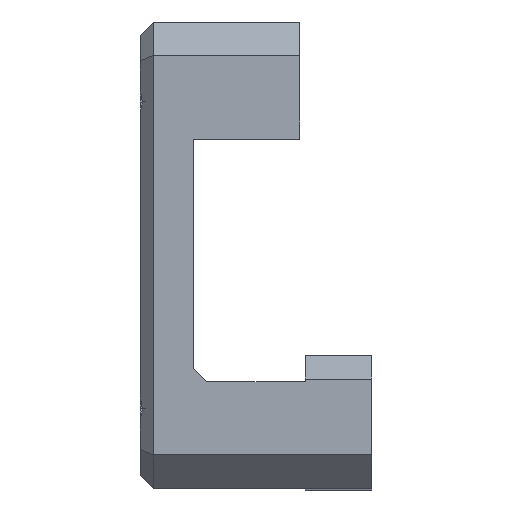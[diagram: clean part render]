
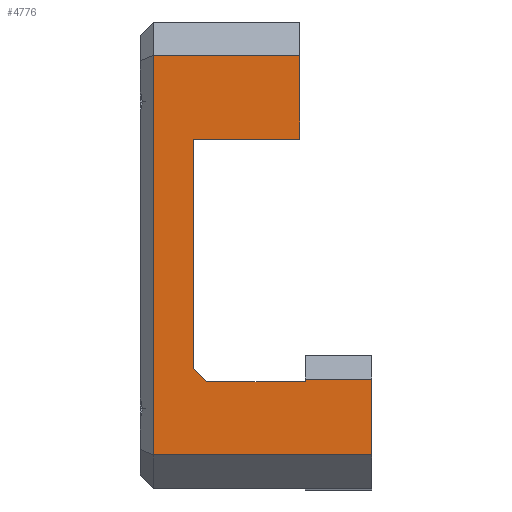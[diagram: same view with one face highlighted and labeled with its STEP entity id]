
A CAD part, top view. The second image highlights one B-rep face of the part: STEP entity #4776.
In plain terms, the highlighted planar face has unit normal (0, 0, 1).
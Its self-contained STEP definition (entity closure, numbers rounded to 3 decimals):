
#48 = LINE ( 'NONE', #1557, #790 ) ;
#64 = DIRECTION ( 'NONE',  ( 0., 1., 0. ) ) ;
#92 = LINE ( 'NONE', #3656, #577 ) ;
#96 = ORIENTED_EDGE ( 'NONE', *, *, #5363, .T. ) ;
#289 = CARTESIAN_POINT ( 'NONE',  ( -4., 5.1, 23.65 ) ) ;
#313 = CARTESIAN_POINT ( 'NONE',  ( -4., 4.9, 23.65 ) ) ;
#356 = LINE ( 'NONE', #744, #3484 ) ;
#475 = EDGE_CURVE ( 'NONE', #2324, #5515, #4784, .T. ) ;
#528 = VERTEX_POINT ( 'NONE', #856 ) ;
#577 = VECTOR ( 'NONE', #5454, 1000. ) ;
#598 = VECTOR ( 'NONE', #2214, 1000. ) ;
#744 = CARTESIAN_POINT ( 'NONE',  ( 1., 5.1, 23.65 ) ) ;
#790 = VECTOR ( 'NONE', #2773, 1000. ) ;
#856 = CARTESIAN_POINT ( 'NONE',  ( -15.4, -0.6, 23.65 ) ) ;
#869 = EDGE_CURVE ( 'NONE', #1843, #2324, #5142, .T. ) ;
#1097 = VERTEX_POINT ( 'NONE', #5333 ) ;
#1140 = CARTESIAN_POINT ( 'NONE',  ( -4., 5.1, 23.65 ) ) ;
#1144 = EDGE_CURVE ( 'NONE', #5515, #1476, #5093, .T. ) ;
#1242 = VECTOR ( 'NONE', #4746, 1000. ) ;
#1354 = ORIENTED_EDGE ( 'NONE', *, *, #475, .T. ) ;
#1420 = EDGE_CURVE ( 'NONE', #1476, #1097, #1765, .T. ) ;
#1461 = LINE ( 'NONE', #2420, #4545 ) ;
#1476 = VERTEX_POINT ( 'NONE', #5387 ) ;
#1557 = CARTESIAN_POINT ( 'NONE',  ( -15.4, 0., 23.65 ) ) ;
#1571 = DIRECTION ( 'NONE',  ( 1., 0., 0. ) ) ;
#1579 = CARTESIAN_POINT ( 'NONE',  ( -4.4, 23.1, 23.65 ) ) ;
#1641 = LINE ( 'NONE', #1140, #3660 ) ;
#1648 = DIRECTION ( 'NONE',  ( -1., 0., 0. ) ) ;
#1680 = VERTEX_POINT ( 'NONE', #4312 ) ;
#1765 = LINE ( 'NONE', #4873, #598 ) ;
#1783 = ORIENTED_EDGE ( 'NONE', *, *, #5545, .T. ) ;
#1843 = VERTEX_POINT ( 'NONE', #2151 ) ;
#1867 = EDGE_CURVE ( 'NONE', #3352, #528, #48, .T. ) ;
#1957 = EDGE_CURVE ( 'NONE', #4958, #2409, #356, .T. ) ;
#2067 = ORIENTED_EDGE ( 'NONE', *, *, #2817, .T. ) ;
#2151 = CARTESIAN_POINT ( 'NONE',  ( -4., 4.9, 23.65 ) ) ;
#2203 = VECTOR ( 'NONE', #3575, 1000. ) ;
#2214 = DIRECTION ( 'NONE',  ( 1., 0., 0. ) ) ;
#2285 = EDGE_CURVE ( 'NONE', #528, #5032, #92, .T. ) ;
#2288 = LINE ( 'NONE', #4858, #3942 ) ;
#2324 = VERTEX_POINT ( 'NONE', #2967 ) ;
#2351 = CARTESIAN_POINT ( 'NONE',  ( 1., -0.6, 23.65 ) ) ;
#2409 = VERTEX_POINT ( 'NONE', #289 ) ;
#2420 = CARTESIAN_POINT ( 'NONE',  ( -16.4, 29.4, 23.65 ) ) ;
#2542 = FACE_OUTER_BOUND ( 'NONE', #2884, .T. ) ;
#2635 = AXIS2_PLACEMENT_3D ( 'NONE', #3393, #5178, #1571 ) ;
#2668 = DIRECTION ( 'NONE',  ( 0., 1., 0. ) ) ;
#2673 = CARTESIAN_POINT ( 'NONE',  ( 1., 5.1, 23.65 ) ) ;
#2767 = VECTOR ( 'NONE', #5175, 1000. ) ;
#2773 = DIRECTION ( 'NONE',  ( 0., -1., 0. ) ) ;
#2817 = EDGE_CURVE ( 'NONE', #1680, #3352, #1461, .T. ) ;
#2884 = EDGE_LOOP ( 'NONE', ( #2067, #5112, #3712, #96, #5391, #4217, #4304, #1354, #4756, #5273, #1783 ) ) ;
#2967 = CARTESIAN_POINT ( 'NONE',  ( -11.4, 4.9, 23.65 ) ) ;
#3020 = DIRECTION ( 'NONE',  ( 0., -1., 0. ) ) ;
#3275 = DIRECTION ( 'NONE',  ( -1., 0., 0. ) ) ;
#3352 = VERTEX_POINT ( 'NONE', #3386 ) ;
#3374 = LINE ( 'NONE', #1579, #1242 ) ;
#3386 = CARTESIAN_POINT ( 'NONE',  ( -15.4, 29.4, 23.65 ) ) ;
#3393 = CARTESIAN_POINT ( 'NONE',  ( 0., 0., 23.65 ) ) ;
#3484 = VECTOR ( 'NONE', #1648, 1000. ) ;
#3575 = DIRECTION ( 'NONE',  ( -0.707, 0.707, 0. ) ) ;
#3656 = CARTESIAN_POINT ( 'NONE',  ( 0., -0.6, 23.65 ) ) ;
#3660 = VECTOR ( 'NONE', #3020, 1000. ) ;
#3712 = ORIENTED_EDGE ( 'NONE', *, *, #2285, .T. ) ;
#3942 = VECTOR ( 'NONE', #2668, 1000. ) ;
#4191 = CARTESIAN_POINT ( 'NONE',  ( -12.4, 5.9, 23.65 ) ) ;
#4217 = ORIENTED_EDGE ( 'NONE', *, *, #4451, .T. ) ;
#4304 = ORIENTED_EDGE ( 'NONE', *, *, #869, .T. ) ;
#4312 = CARTESIAN_POINT ( 'NONE',  ( -4.4, 29.4, 23.65 ) ) ;
#4431 = VECTOR ( 'NONE', #64, 1000. ) ;
#4451 = EDGE_CURVE ( 'NONE', #2409, #1843, #1641, .T. ) ;
#4545 = VECTOR ( 'NONE', #3275, 1000. ) ;
#4746 = DIRECTION ( 'NONE',  ( 0., 1., 0. ) ) ;
#4756 = ORIENTED_EDGE ( 'NONE', *, *, #1144, .T. ) ;
#4776 = ADVANCED_FACE ( 'NONE', ( #2542 ), #5655, .T. ) ;
#4784 = LINE ( 'NONE', #5726, #2203 ) ;
#4858 = CARTESIAN_POINT ( 'NONE',  ( 1., -3.1, 23.65 ) ) ;
#4873 = CARTESIAN_POINT ( 'NONE',  ( -12.4, 23.1, 23.65 ) ) ;
#4958 = VERTEX_POINT ( 'NONE', #2673 ) ;
#5032 = VERTEX_POINT ( 'NONE', #2351 ) ;
#5033 = CARTESIAN_POINT ( 'NONE',  ( -12.4, 5.9, 23.65 ) ) ;
#5093 = LINE ( 'NONE', #5033, #4431 ) ;
#5112 = ORIENTED_EDGE ( 'NONE', *, *, #1867, .T. ) ;
#5142 = LINE ( 'NONE', #313, #2767 ) ;
#5175 = DIRECTION ( 'NONE',  ( -1., 0., 0. ) ) ;
#5178 = DIRECTION ( 'NONE',  ( 0., 0., 1. ) ) ;
#5273 = ORIENTED_EDGE ( 'NONE', *, *, #1420, .T. ) ;
#5333 = CARTESIAN_POINT ( 'NONE',  ( -4.4, 23.1, 23.65 ) ) ;
#5363 = EDGE_CURVE ( 'NONE', #5032, #4958, #2288, .T. ) ;
#5387 = CARTESIAN_POINT ( 'NONE',  ( -12.4, 23.1, 23.65 ) ) ;
#5391 = ORIENTED_EDGE ( 'NONE', *, *, #1957, .T. ) ;
#5454 = DIRECTION ( 'NONE',  ( 1., 0., 0. ) ) ;
#5515 = VERTEX_POINT ( 'NONE', #4191 ) ;
#5545 = EDGE_CURVE ( 'NONE', #1097, #1680, #3374, .T. ) ;
#5655 = PLANE ( 'NONE',  #2635 ) ;
#5726 = CARTESIAN_POINT ( 'NONE',  ( -11.4, 4.9, 23.65 ) ) ;
